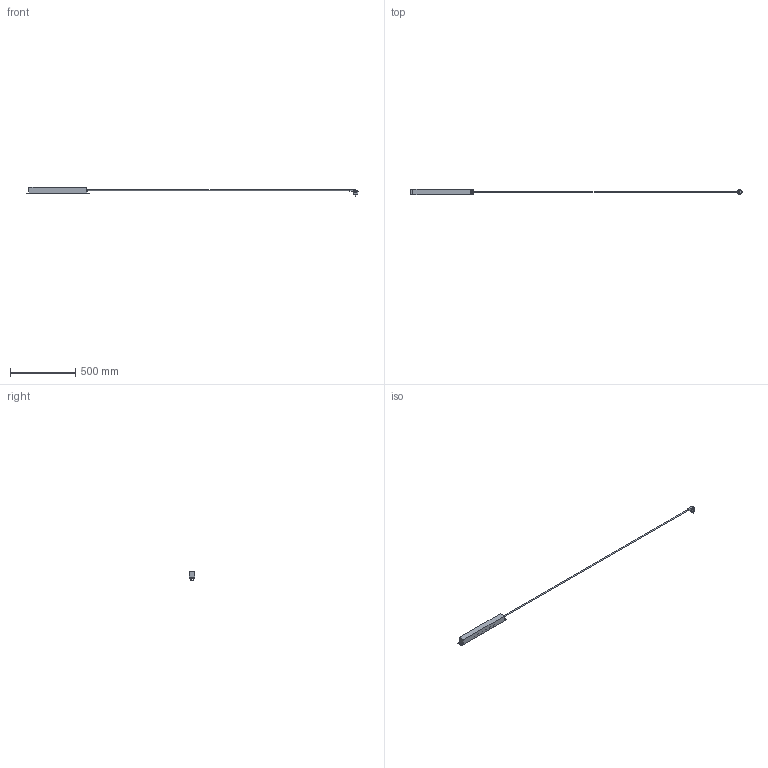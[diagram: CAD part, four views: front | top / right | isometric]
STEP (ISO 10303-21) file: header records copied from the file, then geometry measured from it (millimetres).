
FILE_DESCRIPTION (( 'STEP AP203' ), '1' );
FILE_NAME ('PH12-6D1-P ITK PDU 6 ðîç. íåì.ñò. ñ âûêë 1U êàá. 2ì âèëêà íåì.ñò ÏÂÕ ÷åð.STEP', '2016-09-21T12:01:56', ( '' ), ( '' ), 'SwSTEP 2.0', 'SolidWorks 2014', '' );
FILE_SCHEMA (( 'CONFIG_CONTROL_DESIGN' ));
Length unit declared in the file: millimetre
Products named in the file (1): PH12-6D1-P ITK PDU 6 ðîç. íåì.ñò. ñ âûêë 1U êàá. 2ì âèëêà íåì.ñò ÏÂÕ ÷åð
Bounding box: 2535.74 x 44.45 x 69.5 mm (x, y, z)
Volume: 871785.3 mm3; surface area: 155951.1 mm2
Topology: 1 solids, 1 shells, 331 faces, 905 edges, 602 vertices
Faces by surface type: plane 237, cylinder 92, torus 2
Full cylindrical faces by diameter (mm): 4.8 x2, 5 x1, 5.5 x12, 7 x1, 19 x1, 39 x6
Entity records: 10413 total; most frequent: CARTESIAN_POINT 1898, DIRECTION 1744, ORIENTED_EDGE 1744, EDGE_CURVE 872, VECTOR 612, LINE 612, VERTEX_POINT 594, AXIS2_PLACEMENT_3D 566
